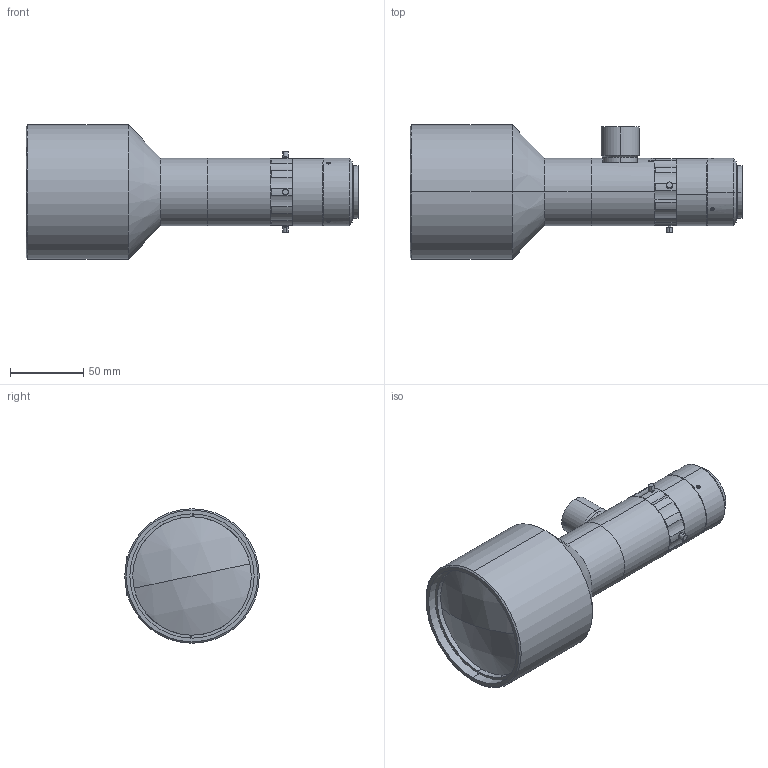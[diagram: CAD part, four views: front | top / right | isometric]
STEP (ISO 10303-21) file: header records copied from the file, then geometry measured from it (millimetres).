
FILE_DESCRIPTION (( 'STEP AP203' ), '1' );
FILE_NAME ('XF-MDT046X250B-D29-VI-R1T9.STEP', '2023-04-13T08:32:30', ( '' ), ( '' ), 'SwSTEP 2.0', 'SolidWorks 2022', '' );
FILE_SCHEMA (( 'CONFIG_CONTROL_DESIGN' ));
Length unit declared in the file: millimetre
Products named in the file (1): XF-MDT046X250B-D29-VI-R1T9
Bounding box: 227 x 92 x 92 mm (x, y, z)
Surface area: 68040.1 mm2 (no closed solid volume)
Topology: 0 solids, 30 shells, 210 faces, 654 edges, 462 vertices
Faces by surface type: cylinder 87, plane 73, cone 42, sphere 4, bspline 4
Entity records: 9412 total; most frequent: CARTESIAN_POINT 3671, DIRECTION 1216, ORIENTED_EDGE 1006, EDGE_CURVE 650, AXIS2_PLACEMENT_3D 475, VERTEX_POINT 462, CIRCLE 268, LINE 266
